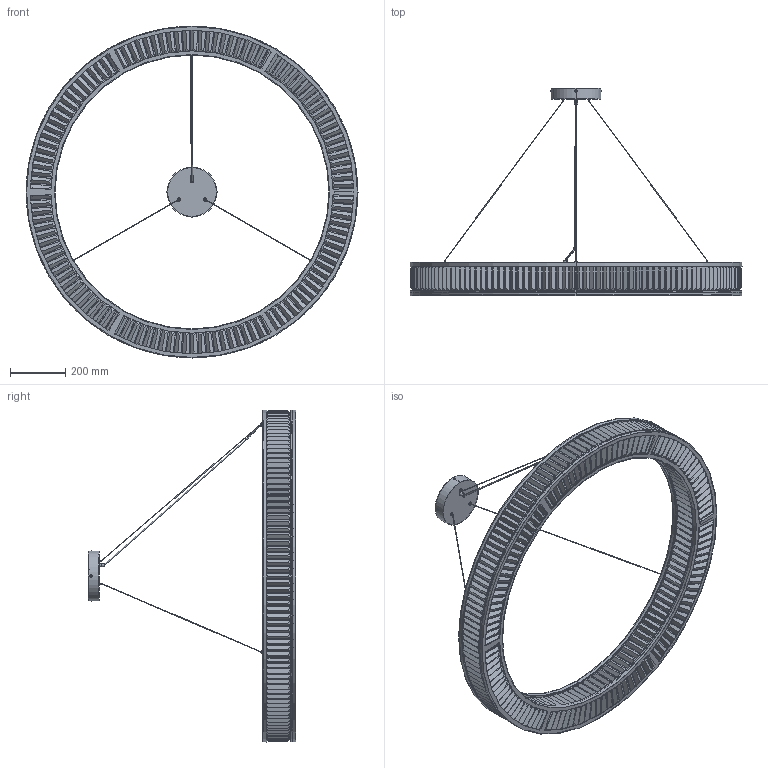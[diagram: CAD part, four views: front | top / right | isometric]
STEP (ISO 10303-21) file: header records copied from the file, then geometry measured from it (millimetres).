
FILE_DESCRIPTION (( 'STEP AP203' ), '1' );
FILE_NAME ('LO 5 1200._exported.step', '2025-02-09T07:21:27', ( '' ), ( '' ), 'SwSTEP 2.0', 'SolidWorks 2023', '' );
FILE_SCHEMA (( 'CONFIG_CONTROL_DESIGN' ));
Products named in the file (1): LO 5 1200._exported
Bounding box: 1200 x 750 x 1200 mm (x, y, z)
Surface area: 4280957.1 mm2 (no closed solid volume)
Topology: 0 solids, 458 shells, 2551 faces, 5608 edges, 3827 vertices
Faces by surface type: plane 2382, cylinder 135, cone 14, torus 8, sphere 8, bspline 4
Entity records: 69699 total; most frequent: CARTESIAN_POINT 14330, DIRECTION 11080, ORIENTED_EDGE 10253, EDGE_CURVE 5608, LINE 5000, VECTOR 5000, VERTEX_POINT 3827, AXIS2_PLACEMENT_3D 3040
